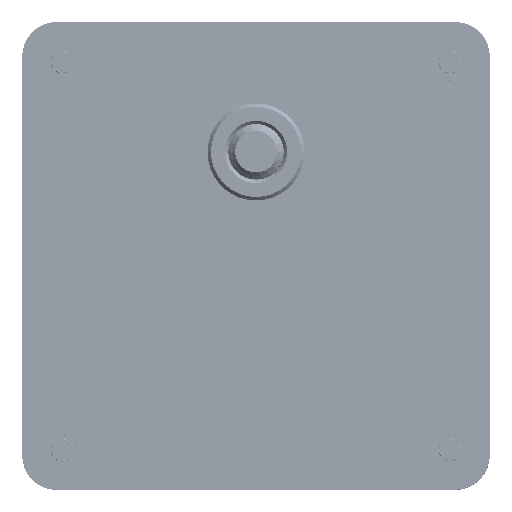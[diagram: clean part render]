
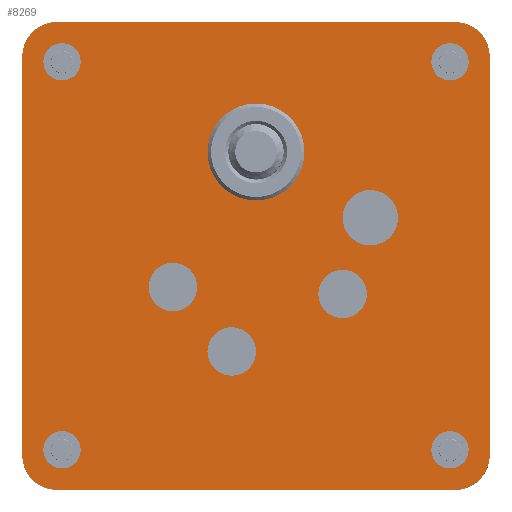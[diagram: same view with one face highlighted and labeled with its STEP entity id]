
A CAD part, top view. The second image highlights one B-rep face of the part: STEP entity #8269.
In plain terms, the highlighted planar face has unit normal (0, 0, 1).
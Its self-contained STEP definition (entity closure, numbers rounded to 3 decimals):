
#1127=LINE('',#15168,#1546);
#1128=LINE('',#15172,#1547);
#1129=LINE('',#15176,#1548);
#1130=LINE('',#15179,#1549);
#1546=VECTOR('',#12045,10.);
#1547=VECTOR('',#12048,10.);
#1548=VECTOR('',#12051,10.);
#1549=VECTOR('',#12054,10.);
#1804=PLANE('',#9579);
#2275=FACE_BOUND('',#3490,.T.);
#2276=FACE_BOUND('',#3491,.T.);
#2277=FACE_BOUND('',#3492,.T.);
#2278=FACE_BOUND('',#3493,.T.);
#2279=FACE_BOUND('',#3494,.T.);
#2280=FACE_BOUND('',#3495,.T.);
#2281=FACE_BOUND('',#3496,.T.);
#2282=FACE_BOUND('',#3497,.T.);
#2283=FACE_BOUND('',#3498,.T.);
#2748=FACE_OUTER_BOUND('',#3489,.T.);
#3489=EDGE_LOOP('',(#7545,#7546,#7547,#7548,#7549,#7550,#7551,#7552));
#3490=EDGE_LOOP('',(#7553));
#3491=EDGE_LOOP('',(#7554));
#3492=EDGE_LOOP('',(#7555));
#3493=EDGE_LOOP('',(#7556));
#3494=EDGE_LOOP('',(#7557,#7558));
#3495=EDGE_LOOP('',(#7559));
#3496=EDGE_LOOP('',(#7560));
#3497=EDGE_LOOP('',(#7561));
#3498=EDGE_LOOP('',(#7562));
#4004=CIRCLE('',#9559,4.);
#4007=CIRCLE('',#9565,3.5);
#4010=CIRCLE('',#9571,3.5);
#4013=CIRCLE('',#9577,3.5);
#4014=CIRCLE('',#9580,5.);
#4015=CIRCLE('',#9581,5.);
#4016=CIRCLE('',#9582,5.);
#4017=CIRCLE('',#9583,5.);
#4018=CIRCLE('',#9584,6.);
#4019=CIRCLE('',#9585,6.);
#4020=CIRCLE('',#9586,2.5);
#4021=CIRCLE('',#9587,2.5);
#4022=CIRCLE('',#9588,2.5);
#4023=CIRCLE('',#9589,2.5);
#4709=VERTEX_POINT('',#15133);
#4712=VERTEX_POINT('',#15142);
#4715=VERTEX_POINT('',#15151);
#4718=VERTEX_POINT('',#15160);
#4719=VERTEX_POINT('',#15164);
#4720=VERTEX_POINT('',#15165);
#4721=VERTEX_POINT('',#15167);
#4722=VERTEX_POINT('',#15169);
#4723=VERTEX_POINT('',#15171);
#4724=VERTEX_POINT('',#15173);
#4725=VERTEX_POINT('',#15175);
#4726=VERTEX_POINT('',#15177);
#4727=VERTEX_POINT('',#15180);
#4728=VERTEX_POINT('',#15181);
#4729=VERTEX_POINT('',#15184);
#4730=VERTEX_POINT('',#15186);
#4731=VERTEX_POINT('',#15188);
#4732=VERTEX_POINT('',#15190);
#5671=EDGE_CURVE('',#4709,#4709,#4004,.T.);
#5674=EDGE_CURVE('',#4712,#4712,#4007,.T.);
#5677=EDGE_CURVE('',#4715,#4715,#4010,.T.);
#5680=EDGE_CURVE('',#4718,#4718,#4013,.T.);
#5681=EDGE_CURVE('',#4719,#4720,#4014,.T.);
#5682=EDGE_CURVE('',#4721,#4719,#1127,.T.);
#5683=EDGE_CURVE('',#4722,#4721,#4015,.T.);
#5684=EDGE_CURVE('',#4723,#4722,#1128,.T.);
#5685=EDGE_CURVE('',#4724,#4723,#4016,.T.);
#5686=EDGE_CURVE('',#4725,#4724,#1129,.T.);
#5687=EDGE_CURVE('',#4726,#4725,#4017,.T.);
#5688=EDGE_CURVE('',#4720,#4726,#1130,.T.);
#5689=EDGE_CURVE('',#4727,#4728,#4018,.T.);
#5690=EDGE_CURVE('',#4728,#4727,#4019,.T.);
#5691=EDGE_CURVE('',#4729,#4729,#4020,.T.);
#5692=EDGE_CURVE('',#4730,#4730,#4021,.T.);
#5693=EDGE_CURVE('',#4731,#4731,#4022,.T.);
#5694=EDGE_CURVE('',#4732,#4732,#4023,.T.);
#7545=ORIENTED_EDGE('',*,*,#5681,.F.);
#7546=ORIENTED_EDGE('',*,*,#5682,.F.);
#7547=ORIENTED_EDGE('',*,*,#5683,.F.);
#7548=ORIENTED_EDGE('',*,*,#5684,.F.);
#7549=ORIENTED_EDGE('',*,*,#5685,.F.);
#7550=ORIENTED_EDGE('',*,*,#5686,.F.);
#7551=ORIENTED_EDGE('',*,*,#5687,.F.);
#7552=ORIENTED_EDGE('',*,*,#5688,.F.);
#7553=ORIENTED_EDGE('',*,*,#5671,.T.);
#7554=ORIENTED_EDGE('',*,*,#5674,.T.);
#7555=ORIENTED_EDGE('',*,*,#5677,.T.);
#7556=ORIENTED_EDGE('',*,*,#5680,.T.);
#7557=ORIENTED_EDGE('',*,*,#5689,.T.);
#7558=ORIENTED_EDGE('',*,*,#5690,.T.);
#7559=ORIENTED_EDGE('',*,*,#5691,.T.);
#7560=ORIENTED_EDGE('',*,*,#5692,.T.);
#7561=ORIENTED_EDGE('',*,*,#5693,.T.);
#7562=ORIENTED_EDGE('',*,*,#5694,.T.);
#8269=ADVANCED_FACE('',(#2748,#2275,#2276,#2277,#2278,#2279,#2280,#2281,
#2282,#2283),#1804,.T.);
#9559=AXIS2_PLACEMENT_3D('',#15134,#12001,#12002);
#9565=AXIS2_PLACEMENT_3D('',#15143,#12013,#12014);
#9571=AXIS2_PLACEMENT_3D('',#15152,#12025,#12026);
#9577=AXIS2_PLACEMENT_3D('',#15161,#12037,#12038);
#9579=AXIS2_PLACEMENT_3D('',#15163,#12041,#12042);
#9580=AXIS2_PLACEMENT_3D('',#15166,#12043,#12044);
#9581=AXIS2_PLACEMENT_3D('',#15170,#12046,#12047);
#9582=AXIS2_PLACEMENT_3D('',#15174,#12049,#12050);
#9583=AXIS2_PLACEMENT_3D('',#15178,#12052,#12053);
#9584=AXIS2_PLACEMENT_3D('',#15182,#12055,#12056);
#9585=AXIS2_PLACEMENT_3D('',#15183,#12057,#12058);
#9586=AXIS2_PLACEMENT_3D('',#15185,#12059,#12060);
#9587=AXIS2_PLACEMENT_3D('',#15187,#12061,#12062);
#9588=AXIS2_PLACEMENT_3D('',#15189,#12063,#12064);
#9589=AXIS2_PLACEMENT_3D('',#15191,#12065,#12066);
#12001=DIRECTION('center_axis',(0.,0.,-1.));
#12002=DIRECTION('ref_axis',(-1.,0.,0.));
#12013=DIRECTION('center_axis',(0.,0.,-1.));
#12014=DIRECTION('ref_axis',(-1.,0.,0.));
#12025=DIRECTION('center_axis',(0.,0.,-1.));
#12026=DIRECTION('ref_axis',(-1.,0.,0.));
#12037=DIRECTION('center_axis',(0.,0.,-1.));
#12038=DIRECTION('ref_axis',(-1.,0.,0.));
#12041=DIRECTION('center_axis',(0.,0.,1.));
#12042=DIRECTION('ref_axis',(1.,0.,0.));
#12043=DIRECTION('center_axis',(0.,0.,-1.));
#12044=DIRECTION('ref_axis',(-1.,0.,0.));
#12045=DIRECTION('',(1.,0.,0.));
#12046=DIRECTION('center_axis',(0.,0.,-1.));
#12047=DIRECTION('ref_axis',(0.,-1.,0.));
#12048=DIRECTION('',(0.,1.,0.));
#12049=DIRECTION('center_axis',(0.,0.,-1.));
#12050=DIRECTION('ref_axis',(1.,0.,0.));
#12051=DIRECTION('',(-1.,0.,0.));
#12052=DIRECTION('center_axis',(0.,0.,-1.));
#12053=DIRECTION('ref_axis',(0.,1.,0.));
#12054=DIRECTION('',(0.,-1.,0.));
#12055=DIRECTION('center_axis',(0.,0.,-1.));
#12056=DIRECTION('ref_axis',(0.,1.,0.));
#12057=DIRECTION('center_axis',(0.,0.,-1.));
#12058=DIRECTION('ref_axis',(-1.,0.,0.));
#12059=DIRECTION('center_axis',(0.,0.,-1.));
#12060=DIRECTION('ref_axis',(1.,0.,0.));
#12061=DIRECTION('center_axis',(0.,0.,-1.));
#12062=DIRECTION('ref_axis',(1.,0.,0.));
#12063=DIRECTION('center_axis',(0.,0.,-1.));
#12064=DIRECTION('ref_axis',(1.,0.,0.));
#12065=DIRECTION('center_axis',(0.,0.,-1.));
#12066=DIRECTION('ref_axis',(1.,0.,0.));
#15133=CARTESIAN_POINT('',(20.5,5.5,3.));
#15134=CARTESIAN_POINT('Origin',(16.5,5.5,3.));
#15142=CARTESIAN_POINT('',(16.,-5.5,3.));
#15143=CARTESIAN_POINT('Origin',(12.5,-5.5,3.));
#15151=CARTESIAN_POINT('',(0.,-13.8,3.));
#15152=CARTESIAN_POINT('Origin',(-3.5,-13.8,3.));
#15160=CARTESIAN_POINT('',(-8.5,-4.5,3.));
#15161=CARTESIAN_POINT('Origin',(-12.,-4.5,3.));
#15163=CARTESIAN_POINT('Origin',(0.,0.,
3.));
#15164=CARTESIAN_POINT('',(28.75,33.75,3.));
#15165=CARTESIAN_POINT('',(33.75,28.75,3.));
#15166=CARTESIAN_POINT('Origin',(28.75,28.75,3.));
#15167=CARTESIAN_POINT('',(-28.75,33.75,3.));
#15168=CARTESIAN_POINT('',(-28.75,33.75,3.));
#15169=CARTESIAN_POINT('',(-33.75,28.75,3.));
#15170=CARTESIAN_POINT('Origin',(-28.75,28.75,3.));
#15171=CARTESIAN_POINT('',(-33.75,-28.75,3.));
#15172=CARTESIAN_POINT('',(-33.75,-28.75,3.));
#15173=CARTESIAN_POINT('',(-28.75,-33.75,3.));
#15174=CARTESIAN_POINT('Origin',(-28.75,-28.75,3.));
#15175=CARTESIAN_POINT('',(28.75,-33.75,3.));
#15176=CARTESIAN_POINT('',(28.75,-33.75,3.));
#15177=CARTESIAN_POINT('',(33.75,-28.75,3.));
#15178=CARTESIAN_POINT('Origin',(28.75,-28.75,3.));
#15179=CARTESIAN_POINT('',(33.75,28.75,3.));
#15180=CARTESIAN_POINT('',(6.,14.994,3.));
#15181=CARTESIAN_POINT('',(-6.,14.994,3.));
#15182=CARTESIAN_POINT('Origin',(0.,14.988,3.));
#15183=CARTESIAN_POINT('Origin',(0.,15.,3.));
#15184=CARTESIAN_POINT('',(-30.5,28.,3.));
#15185=CARTESIAN_POINT('Origin',(-28.,28.,3.));
#15186=CARTESIAN_POINT('',(25.5,28.,3.));
#15187=CARTESIAN_POINT('Origin',(28.,28.,3.));
#15188=CARTESIAN_POINT('',(-30.5,-28.,3.));
#15189=CARTESIAN_POINT('Origin',(-28.,-28.,3.));
#15190=CARTESIAN_POINT('',(25.5,-28.,3.));
#15191=CARTESIAN_POINT('Origin',(28.,-28.,3.));
